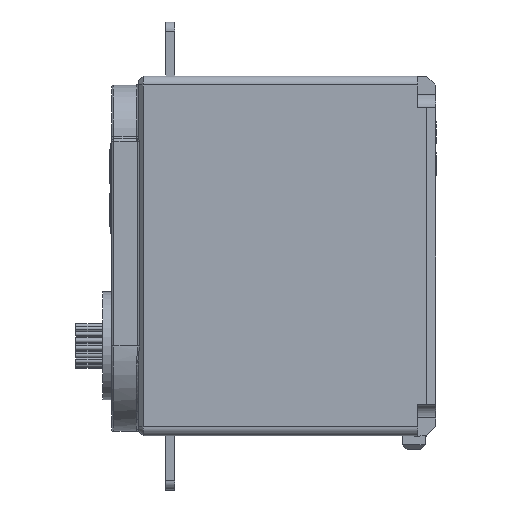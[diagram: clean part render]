
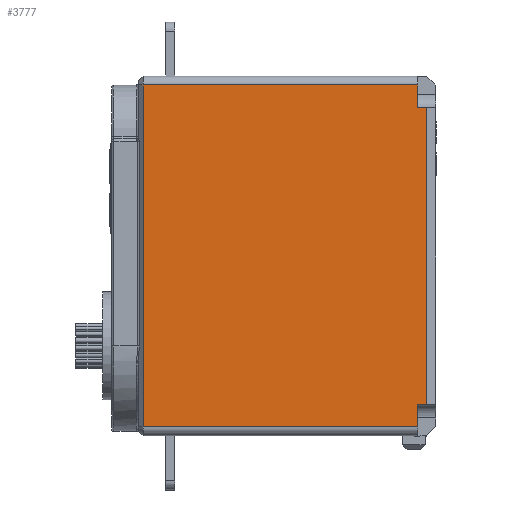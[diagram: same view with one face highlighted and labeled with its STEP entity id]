
A CAD part, left-side view. The second image highlights one B-rep face of the part: STEP entity #3777.
In plain terms, the highlighted planar face has unit normal (-1, 0, 0).
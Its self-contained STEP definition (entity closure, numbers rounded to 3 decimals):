
#36 = CARTESIAN_POINT ( 'NONE',  ( -10., 2., -19. ) ) ;
#164 = CARTESIAN_POINT ( 'NONE',  ( -10., 2., 19. ) ) ;
#204 = DIRECTION ( 'NONE',  ( 0., -1., 0. ) ) ;
#1012 = CARTESIAN_POINT ( 'NONE',  ( -10., 32.5, 19. ) ) ;
#1144 = CARTESIAN_POINT ( 'NONE',  ( -10., 1., 16.5 ) ) ;
#1208 = EDGE_CURVE ( 'NONE', #12514, #15238, #12366, .T. ) ;
#1458 = PLANE ( 'NONE',  #14322 ) ;
#1894 = EDGE_CURVE ( 'NONE', #12704, #12514, #2541, .T. ) ;
#2091 = VERTEX_POINT ( 'NONE', #2429 ) ;
#2295 = LINE ( 'NONE', #15771, #15602 ) ;
#2383 = CARTESIAN_POINT ( 'NONE',  ( -10., 33., 19. ) ) ;
#2429 = CARTESIAN_POINT ( 'NONE',  ( -10., 2., -16.5 ) ) ;
#2529 = LINE ( 'NONE', #11892, #14413 ) ;
#2541 = LINE ( 'NONE', #7387, #16275 ) ;
#2859 = EDGE_LOOP ( 'NONE', ( #16421, #13468, #15810, #13606, #15392, #4167, #5476, #13082 ) ) ;
#3633 = EDGE_CURVE ( 'NONE', #3795, #12704, #8504, .T. ) ;
#3777 = ADVANCED_FACE ( 'NONE', ( #13779 ), #1458, .F. ) ;
#3795 = VERTEX_POINT ( 'NONE', #164 ) ;
#4118 = DIRECTION ( 'NONE',  ( 1., 0., 0. ) ) ;
#4167 = ORIENTED_EDGE ( 'NONE', *, *, #15131, .T. ) ;
#5046 = DIRECTION ( 'NONE',  ( 0., 1., 0. ) ) ;
#5285 = VECTOR ( 'NONE', #14517, 1000. ) ;
#5476 = ORIENTED_EDGE ( 'NONE', *, *, #15317, .F. ) ;
#5510 = VECTOR ( 'NONE', #13086, 1000. ) ;
#6136 = VERTEX_POINT ( 'NONE', #15593 ) ;
#6314 = VECTOR ( 'NONE', #13928, 1000. ) ;
#6451 = CARTESIAN_POINT ( 'NONE',  ( -10., 1., -20. ) ) ;
#6551 = CARTESIAN_POINT ( 'NONE',  ( -10., 33., -19. ) ) ;
#7359 = EDGE_CURVE ( 'NONE', #2091, #14395, #2529, .T. ) ;
#7387 = CARTESIAN_POINT ( 'NONE',  ( -10., 32.5, -19. ) ) ;
#7718 = DIRECTION ( 'NONE',  ( 0., -1., 0. ) ) ;
#8414 = LINE ( 'NONE', #14819, #15497 ) ;
#8504 = LINE ( 'NONE', #2383, #15172 ) ;
#8721 = DIRECTION ( 'NONE',  ( 0., 0., -1. ) ) ;
#9816 = CARTESIAN_POINT ( 'NONE',  ( -10., 32.5, -19. ) ) ;
#10771 = CARTESIAN_POINT ( 'NONE',  ( -10., 33., -20. ) ) ;
#11240 = CARTESIAN_POINT ( 'NONE',  ( -10., 2., 16.5 ) ) ;
#11652 = EDGE_CURVE ( 'NONE', #3795, #6136, #16931, .T. ) ;
#11892 = CARTESIAN_POINT ( 'NONE',  ( -10., 2., -16.5 ) ) ;
#12246 = VERTEX_POINT ( 'NONE', #1144 ) ;
#12366 = LINE ( 'NONE', #6551, #5285 ) ;
#12514 = VERTEX_POINT ( 'NONE', #9816 ) ;
#12704 = VERTEX_POINT ( 'NONE', #1012 ) ;
#12813 = EDGE_CURVE ( 'NONE', #2091, #15238, #2295, .T. ) ;
#13082 = ORIENTED_EDGE ( 'NONE', *, *, #11652, .F. ) ;
#13086 = DIRECTION ( 'NONE',  ( 0., 0., 1. ) ) ;
#13447 = DIRECTION ( 'NONE',  ( 0., 0., -1. ) ) ;
#13468 = ORIENTED_EDGE ( 'NONE', *, *, #1894, .T. ) ;
#13525 = CARTESIAN_POINT ( 'NONE',  ( -10., 1., -16.5 ) ) ;
#13606 = ORIENTED_EDGE ( 'NONE', *, *, #12813, .F. ) ;
#13779 = FACE_OUTER_BOUND ( 'NONE', #2859, .T. ) ;
#13928 = DIRECTION ( 'NONE',  ( 0., 0., -1. ) ) ;
#14322 = AXIS2_PLACEMENT_3D ( 'NONE', #10771, #4118, #13447 ) ;
#14395 = VERTEX_POINT ( 'NONE', #13525 ) ;
#14413 = VECTOR ( 'NONE', #7718, 1000. ) ;
#14451 = DIRECTION ( 'NONE',  ( 0., 0., -1. ) ) ;
#14517 = DIRECTION ( 'NONE',  ( 0., -1., 0. ) ) ;
#14819 = CARTESIAN_POINT ( 'NONE',  ( -10., 2., 16.5 ) ) ;
#15131 = EDGE_CURVE ( 'NONE', #14395, #12246, #16126, .T. ) ;
#15172 = VECTOR ( 'NONE', #5046, 1000. ) ;
#15238 = VERTEX_POINT ( 'NONE', #36 ) ;
#15317 = EDGE_CURVE ( 'NONE', #6136, #12246, #8414, .T. ) ;
#15392 = ORIENTED_EDGE ( 'NONE', *, *, #7359, .T. ) ;
#15497 = VECTOR ( 'NONE', #204, 1000. ) ;
#15593 = CARTESIAN_POINT ( 'NONE',  ( -10., 2., 16.5 ) ) ;
#15602 = VECTOR ( 'NONE', #14451, 1000. ) ;
#15771 = CARTESIAN_POINT ( 'NONE',  ( -10., 2., -19. ) ) ;
#15810 = ORIENTED_EDGE ( 'NONE', *, *, #1208, .T. ) ;
#16126 = LINE ( 'NONE', #6451, #5510 ) ;
#16275 = VECTOR ( 'NONE', #8721, 1000. ) ;
#16421 = ORIENTED_EDGE ( 'NONE', *, *, #3633, .T. ) ;
#16931 = LINE ( 'NONE', #11240, #6314 ) ;
